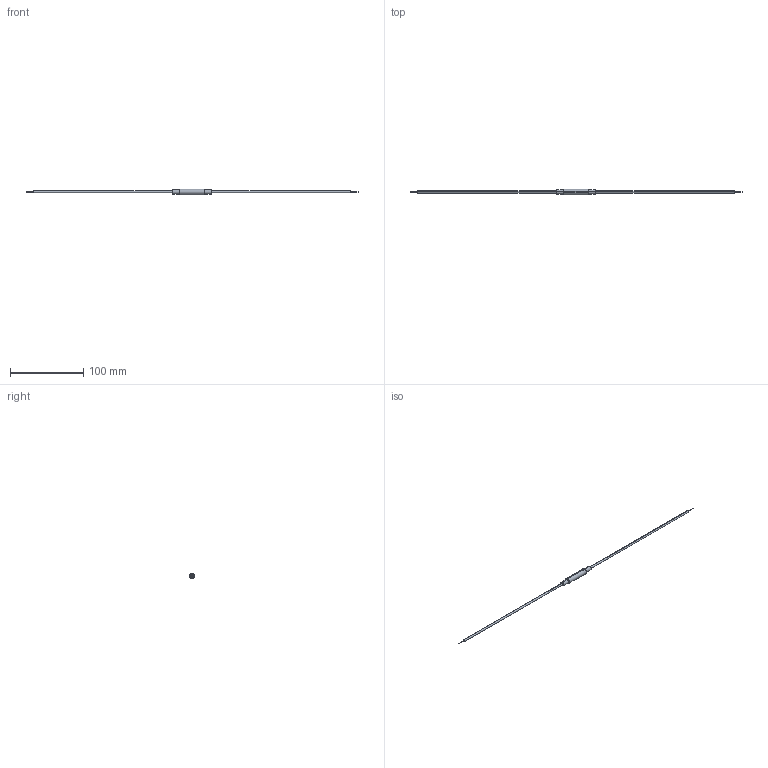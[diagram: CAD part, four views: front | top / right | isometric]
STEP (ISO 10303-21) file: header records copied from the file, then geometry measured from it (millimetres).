
FILE_DESCRIPTION (( 'STEP AP214' ), '1' );
FILE_NAME ('ST_TRSMC0_D7.7L54LL200.STEP', '2019-08-01T13:49:53', ( '' ), ( '' ), 'SwSTEP 2.0', 'SolidWorks 2014', '' );
FILE_SCHEMA (( 'AUTOMOTIVE_DESIGN' ));
Length unit declared in the file: millimetre
Products named in the file (1): ST_TRSMC0_D7.7L54LL200
Bounding box: 454 x 7.7 x 7.63 mm (x, y, z)
Volume: 4389.6 mm3; surface area: 4682.7 mm2
Topology: 1 solids, 1 shells, 86 faces, 225 edges, 148 vertices
Faces by surface type: plane 32, bspline 31, cylinder 15, torus 8
Entity records: 3190 total; most frequent: CARTESIAN_POINT 978, ORIENTED_EDGE 450, DIRECTION 270, EDGE_CURVE 225, VERTEX_POINT 148, B_SPLINE_CURVE_WITH_KNOTS 113, AXIS2_PLACEMENT_3D 102, EDGE_LOOP 93
